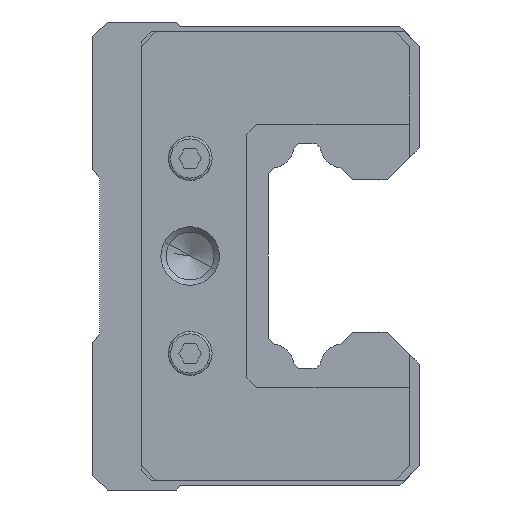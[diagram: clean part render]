
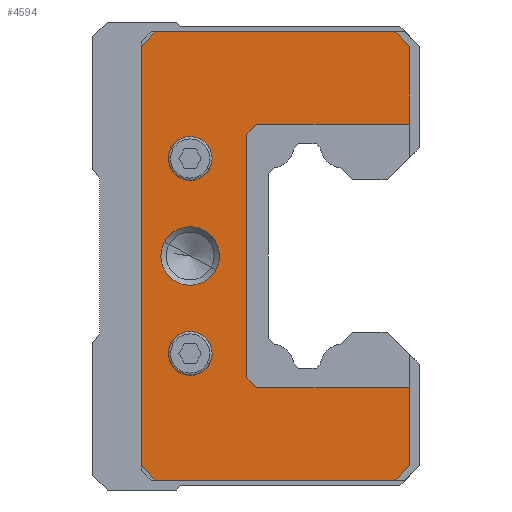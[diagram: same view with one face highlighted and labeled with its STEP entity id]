
A CAD part, left-side view. The second image highlights one B-rep face of the part: STEP entity #4594.
In plain terms, the highlighted planar face has unit normal (-1, 0, 0).
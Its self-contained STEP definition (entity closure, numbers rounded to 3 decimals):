
#176=CARTESIAN_POINT('Vertex',(-39.55,22.519,8.921)) ;
#179=CARTESIAN_POINT('Axis2P3D Location',(-39.55,24.494,10.)) ;
#183=CARTESIAN_POINT('Vertex',(-39.55,26.469,11.079)) ;
#198=CARTESIAN_POINT('Axis2P3D Location',(-39.55,24.494,10.)) ;
#228=CARTESIAN_POINT('Vertex',(-39.55,1.994,13.5)) ;
#231=CARTESIAN_POINT('Line Origine',(-39.55,9.835,13.5)) ;
#235=CARTESIAN_POINT('Vertex',(-39.55,17.677,13.5)) ;
#268=CARTESIAN_POINT('Vertex',(-39.55,17.677,-13.5)) ;
#271=CARTESIAN_POINT('Line Origine',(-39.55,9.835,-13.5)) ;
#275=CARTESIAN_POINT('Vertex',(-39.55,1.994,-13.5)) ;
#302=CARTESIAN_POINT('Line Origine',(-39.55,18.177,13.)) ;
#306=CARTESIAN_POINT('Vertex',(-39.55,18.677,12.5)) ;
#337=CARTESIAN_POINT('Vertex',(-39.55,18.677,-12.5)) ;
#340=CARTESIAN_POINT('Line Origine',(-39.55,18.177,-13.)) ;
#362=CARTESIAN_POINT('Line Origine',(-39.55,18.677,0.)) ;
#427=CARTESIAN_POINT('Line Origine',(-39.55,15.744,23.)) ;
#431=CARTESIAN_POINT('Vertex',(-39.55,27.994,23.)) ;
#433=CARTESIAN_POINT('Vertex',(-39.55,3.494,23.)) ;
#685=CARTESIAN_POINT('Vertex',(-39.55,29.494,21.5)) ;
#688=CARTESIAN_POINT('Line Origine',(-39.55,28.744,22.25)) ;
#752=CARTESIAN_POINT('Vertex',(-39.55,1.994,21.5)) ;
#760=CARTESIAN_POINT('Line Origine',(-39.55,2.744,22.25)) ;
#816=CARTESIAN_POINT('Line Origine',(-39.55,15.744,-23.)) ;
#820=CARTESIAN_POINT('Vertex',(-39.55,3.494,-23.)) ;
#822=CARTESIAN_POINT('Vertex',(-39.55,27.994,-23.)) ;
#883=CARTESIAN_POINT('Vertex',(-39.55,1.994,-21.5)) ;
#886=CARTESIAN_POINT('Line Origine',(-39.55,2.744,-22.25)) ;
#1430=CARTESIAN_POINT('Line Origine',(-39.55,29.494,0.)) ;
#1434=CARTESIAN_POINT('Vertex',(-39.55,29.494,-21.5)) ;
#1494=CARTESIAN_POINT('Line Origine',(-39.55,28.744,-22.25)) ;
#3415=CARTESIAN_POINT('Line Origine',(-39.55,1.994,-17.5)) ;
#3448=CARTESIAN_POINT('Line Origine',(-39.55,1.994,17.5)) ;
#4092=CARTESIAN_POINT('Vertex',(-39.55,26.469,-8.921)) ;
#4095=CARTESIAN_POINT('Axis2P3D Location',(-39.55,24.494,-10.)) ;
#4099=CARTESIAN_POINT('Vertex',(-39.55,22.519,-11.079)) ;
#4121=CARTESIAN_POINT('Axis2P3D Location',(-39.55,24.494,-10.)) ;
#4547=CARTESIAN_POINT('Axis2P3D Location',(-39.55,0.,0.)) ;
#4568=CARTESIAN_POINT('Axis2P3D Location',(-39.55,24.5,0.)) ;
#4572=CARTESIAN_POINT('Vertex',(-39.55,21.867,-1.438)) ;
#4574=CARTESIAN_POINT('Vertex',(-39.55,27.133,1.438)) ;
#4577=CARTESIAN_POINT('Axis2P3D Location',(-39.55,24.5,0.)) ;
#180=DIRECTION('Axis2P3D Direction',(1.,0.,0.)) ;
#199=DIRECTION('Axis2P3D Direction',(1.,0.,0.)) ;
#232=DIRECTION('Vector Direction',(0.,-1.,0.)) ;
#272=DIRECTION('Vector Direction',(0.,1.,0.)) ;
#303=DIRECTION('Vector Direction',(0.,-0.707,0.707)) ;
#341=DIRECTION('Vector Direction',(0.,0.707,0.707)) ;
#363=DIRECTION('Vector Direction',(0.,0.,1.)) ;
#428=DIRECTION('Vector Direction',(0.,-1.,0.)) ;
#689=DIRECTION('Vector Direction',(0.,0.707,-0.707)) ;
#761=DIRECTION('Vector Direction',(0.,-0.707,-0.707)) ;
#817=DIRECTION('Vector Direction',(0.,1.,0.)) ;
#887=DIRECTION('Vector Direction',(0.,-0.707,0.707)) ;
#1431=DIRECTION('Vector Direction',(0.,0.,1.)) ;
#1495=DIRECTION('Vector Direction',(0.,0.707,0.707)) ;
#3416=DIRECTION('Vector Direction',(0.,0.,-1.)) ;
#3449=DIRECTION('Vector Direction',(0.,0.,-1.)) ;
#4096=DIRECTION('Axis2P3D Direction',(1.,0.,0.)) ;
#4122=DIRECTION('Axis2P3D Direction',(1.,0.,0.)) ;
#4548=DIRECTION('Axis2P3D Direction',(1.,-0.,0.)) ;
#4549=DIRECTION('Axis2P3D XDirection',(0.,0.,-1.)) ;
#4569=DIRECTION('Axis2P3D Direction',(1.,-0.,0.)) ;
#4578=DIRECTION('Axis2P3D Direction',(1.,-0.,0.)) ;
#181=AXIS2_PLACEMENT_3D('Circle Axis2P3D',#179,#180,$) ;
#200=AXIS2_PLACEMENT_3D('Circle Axis2P3D',#198,#199,$) ;
#4097=AXIS2_PLACEMENT_3D('Circle Axis2P3D',#4095,#4096,$) ;
#4123=AXIS2_PLACEMENT_3D('Circle Axis2P3D',#4121,#4122,$) ;
#4550=AXIS2_PLACEMENT_3D('Plane Axis2P3D',#4547,#4548,#4549) ;
#4570=AXIS2_PLACEMENT_3D('Circle Axis2P3D',#4568,#4569,$) ;
#4579=AXIS2_PLACEMENT_3D('Circle Axis2P3D',#4577,#4578,$) ;
#4553=ORIENTED_EDGE('',*,*,#277,.T.) ;
#4554=ORIENTED_EDGE('',*,*,#344,.T.) ;
#4555=ORIENTED_EDGE('',*,*,#366,.T.) ;
#4556=ORIENTED_EDGE('',*,*,#308,.T.) ;
#4557=ORIENTED_EDGE('',*,*,#237,.T.) ;
#4558=ORIENTED_EDGE('',*,*,#3452,.F.) ;
#4559=ORIENTED_EDGE('',*,*,#764,.F.) ;
#4560=ORIENTED_EDGE('',*,*,#435,.F.) ;
#4561=ORIENTED_EDGE('',*,*,#692,.T.) ;
#4562=ORIENTED_EDGE('',*,*,#1436,.F.) ;
#4563=ORIENTED_EDGE('',*,*,#1498,.F.) ;
#4564=ORIENTED_EDGE('',*,*,#824,.F.) ;
#4565=ORIENTED_EDGE('',*,*,#890,.T.) ;
#4566=ORIENTED_EDGE('',*,*,#3419,.F.) ;
#4583=ORIENTED_EDGE('',*,*,#4576,.T.) ;
#4584=ORIENTED_EDGE('',*,*,#4581,.T.) ;
#4587=ORIENTED_EDGE('',*,*,#185,.T.) ;
#4588=ORIENTED_EDGE('',*,*,#202,.T.) ;
#4591=ORIENTED_EDGE('',*,*,#4125,.T.) ;
#4592=ORIENTED_EDGE('',*,*,#4101,.T.) ;
#4585=FACE_BOUND('',#4582,.T.) ;
#4589=FACE_BOUND('',#4586,.T.) ;
#4593=FACE_BOUND('',#4590,.T.) ;
#233=VECTOR('Line Direction',#232,1.) ;
#273=VECTOR('Line Direction',#272,1.) ;
#304=VECTOR('Line Direction',#303,1.) ;
#342=VECTOR('Line Direction',#341,1.) ;
#364=VECTOR('Line Direction',#363,1.) ;
#429=VECTOR('Line Direction',#428,1.) ;
#690=VECTOR('Line Direction',#689,1.) ;
#762=VECTOR('Line Direction',#761,1.) ;
#818=VECTOR('Line Direction',#817,1.) ;
#888=VECTOR('Line Direction',#887,1.) ;
#1432=VECTOR('Line Direction',#1431,1.) ;
#1496=VECTOR('Line Direction',#1495,1.) ;
#3417=VECTOR('Line Direction',#3416,1.) ;
#3450=VECTOR('Line Direction',#3449,1.) ;
#4594=ADVANCED_FACE('HSV25RSS Slider',(#4567,#4585,#4589,#4593),#4551,.F.) ;
#182=CIRCLE('generated circle',#181,2.25) ;
#201=CIRCLE('generated circle',#200,2.25) ;
#4098=CIRCLE('generated circle',#4097,2.25) ;
#4124=CIRCLE('generated circle',#4123,2.25) ;
#4571=CIRCLE('generated circle',#4570,3.) ;
#4580=CIRCLE('generated circle',#4579,3.) ;
#185=EDGE_CURVE('',#184,#177,#182,.T.) ;
#202=EDGE_CURVE('',#177,#184,#201,.T.) ;
#237=EDGE_CURVE('',#236,#229,#234,.T.) ;
#277=EDGE_CURVE('',#276,#269,#274,.T.) ;
#308=EDGE_CURVE('',#307,#236,#305,.T.) ;
#344=EDGE_CURVE('',#269,#338,#343,.T.) ;
#366=EDGE_CURVE('',#338,#307,#365,.T.) ;
#435=EDGE_CURVE('',#432,#434,#430,.T.) ;
#692=EDGE_CURVE('',#432,#686,#691,.T.) ;
#764=EDGE_CURVE('',#434,#753,#763,.T.) ;
#824=EDGE_CURVE('',#821,#823,#819,.T.) ;
#890=EDGE_CURVE('',#821,#884,#889,.T.) ;
#1436=EDGE_CURVE('',#1435,#686,#1433,.T.) ;
#1498=EDGE_CURVE('',#823,#1435,#1497,.T.) ;
#3419=EDGE_CURVE('',#276,#884,#3418,.T.) ;
#3452=EDGE_CURVE('',#753,#229,#3451,.T.) ;
#4101=EDGE_CURVE('',#4100,#4093,#4098,.T.) ;
#4125=EDGE_CURVE('',#4093,#4100,#4124,.T.) ;
#4576=EDGE_CURVE('',#4573,#4575,#4571,.T.) ;
#4581=EDGE_CURVE('',#4575,#4573,#4580,.T.) ;
#4552=EDGE_LOOP('',(#4553,#4554,#4555,#4556,#4557,#4558,#4559,#4560,#4561,#4562,#4563,#4564,#4565,#4566)) ;
#4582=EDGE_LOOP('',(#4583,#4584)) ;
#4586=EDGE_LOOP('',(#4587,#4588)) ;
#4590=EDGE_LOOP('',(#4591,#4592)) ;
#4567=FACE_OUTER_BOUND('',#4552,.T.) ;
#234=LINE('Line',#231,#233) ;
#274=LINE('Line',#271,#273) ;
#305=LINE('Line',#302,#304) ;
#343=LINE('Line',#340,#342) ;
#365=LINE('Line',#362,#364) ;
#430=LINE('Line',#427,#429) ;
#691=LINE('Line',#688,#690) ;
#763=LINE('Line',#760,#762) ;
#819=LINE('Line',#816,#818) ;
#889=LINE('Line',#886,#888) ;
#1433=LINE('Line',#1430,#1432) ;
#1497=LINE('Line',#1494,#1496) ;
#3418=LINE('Line',#3415,#3417) ;
#3451=LINE('Line',#3448,#3450) ;
#4551=PLANE('',#4550) ;
#177=VERTEX_POINT('',#176) ;
#184=VERTEX_POINT('',#183) ;
#229=VERTEX_POINT('',#228) ;
#236=VERTEX_POINT('',#235) ;
#269=VERTEX_POINT('',#268) ;
#276=VERTEX_POINT('',#275) ;
#307=VERTEX_POINT('',#306) ;
#338=VERTEX_POINT('',#337) ;
#432=VERTEX_POINT('',#431) ;
#434=VERTEX_POINT('',#433) ;
#686=VERTEX_POINT('',#685) ;
#753=VERTEX_POINT('',#752) ;
#821=VERTEX_POINT('',#820) ;
#823=VERTEX_POINT('',#822) ;
#884=VERTEX_POINT('',#883) ;
#1435=VERTEX_POINT('',#1434) ;
#4093=VERTEX_POINT('',#4092) ;
#4100=VERTEX_POINT('',#4099) ;
#4573=VERTEX_POINT('',#4572) ;
#4575=VERTEX_POINT('',#4574) ;
